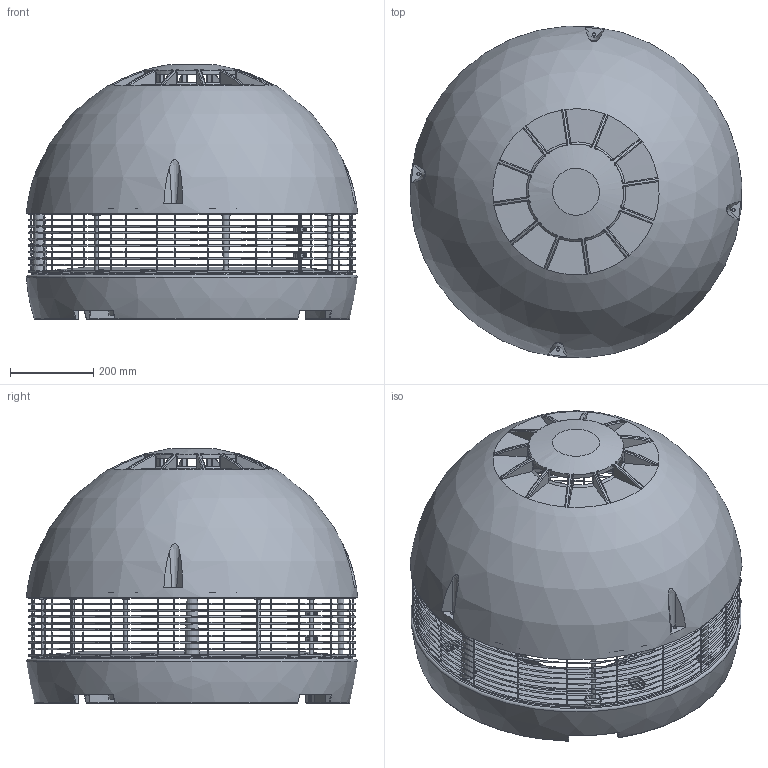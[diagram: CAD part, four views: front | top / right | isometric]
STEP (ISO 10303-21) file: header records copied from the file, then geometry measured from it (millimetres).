
FILE_DESCRIPTION(/* description */ ('VRR-315-702_EC116-14-130_PUR-PVC-PVC-PP'),/* implementation_level */ '2;1');
FILE_NAME(/* name */ 'VRR315-702W_model.stp',/* time_stamp */ '2021-07-22T12:01:57+02:00',/* author */ ('Rissler'),/* organization */ ('Mietzsch GmbH Lufttechnik Dresden'),/* preprocessor_version */ 'ST-DEVELOPER v18.1',/* originating_system */ 'Autodesk Inventor 2020',/* authorisation */ '');
FILE_SCHEMA (('AUTOMOTIVE_DESIGN { 1 0 10303 214 3 1 1 }'));
Products named in the file (12): VRR-315-702_EC116-14-130_PUR-PVC-PVC-PP; VRR-UNT-315-702-PVC; VRR-UNT-315-PUR; VRR-UNT-315-Schaumteil-PUR; VRR-UNT-315-Oesenschrb.-Gewindestab_M10_abgew.; MUT-ISO-4032-M10-8-verz; DSE-VRR-315-PVC; VRR-Haube-315-KHB-Schaumteil-PUR; VRR-SG-315; VRR-SG-315-Schutzgitter-St; VRR-SG-Verschluß-PE; Ejot-PT-KB40x14
Assembly tree (25 placements, depth 4):
  VRR-315-702_EC116-14-130_PUR-PVC-PVC-PP
    VRR-UNT-315-702-PVC
      VRR-UNT-315-PUR
        VRR-UNT-315-Schaumteil-PUR
        VRR-UNT-315-Oesenschrb.-Gewindestab_M10_abgew.  x6
        MUT-ISO-4032-M10-8-verz  x6
      DSE-VRR-315-PVC
    VRR-Haube-315-KHB-Schaumteil-PUR
    VRR-SG-315
      VRR-SG-315-Schutzgitter-St
      VRR-SG-Verschluß-PE  x2
      Ejot-PT-KB40x14  x4
Bounding box: 798.52 x 798.52 x 612.94 mm (x, y, z)
Volume: 27840451.7 mm3; surface area: 4099886.6 mm2
Topology: 22 solids, 22 shells, 1634 faces, 5389 edges, 3343 vertices
Faces by surface type: plane 425, bspline 345, cylinder 303, torus 253, cone 200, sphere 108
Full cylindrical faces by diameter (mm): 2.5 x21, 2.9 x4, 3 x4, 4.5 x4, 7 x6, 8 x8, 8.38 x6, 10 x6, 230 x1, 376 x1, 380 x1, 400 x1
Entity records: 73289 total; most frequent: CARTESIAN_POINT 35794, ORIENTED_EDGE 9206, DIRECTION 6545, EDGE_CURVE 4603, VERTEX_POINT 2905, AXIS2_PLACEMENT_3D 2851, B_SPLINE_CURVE_WITH_KNOTS 1878, CIRCLE 1768
